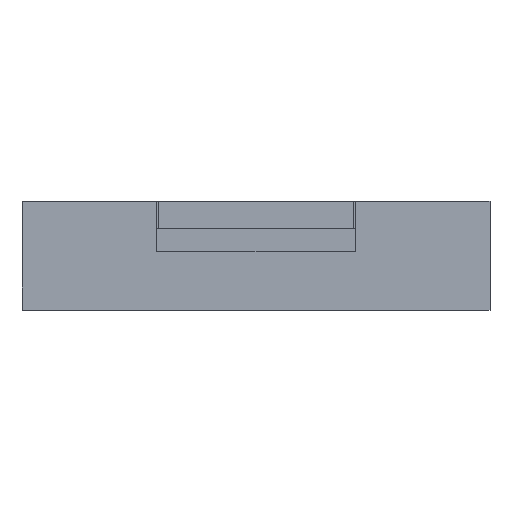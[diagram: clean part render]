
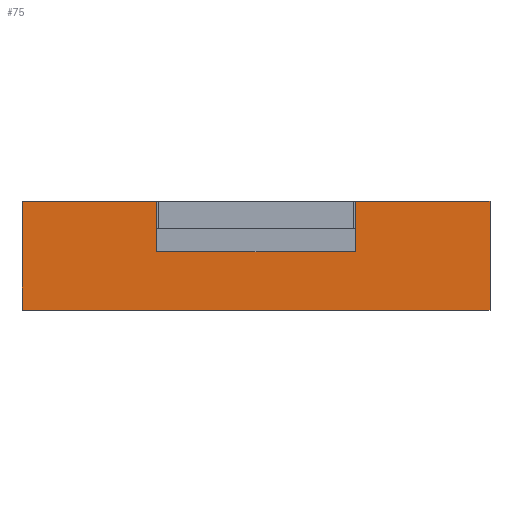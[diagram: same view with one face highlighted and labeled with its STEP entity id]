
A CAD part, top view. The second image highlights one B-rep face of the part: STEP entity #75.
In plain terms, the highlighted planar face has unit normal (0, 0, 1).
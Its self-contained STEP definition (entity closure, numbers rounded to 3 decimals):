
#75=ADVANCED_FACE('',(#235),#236,.T.);
#235=FACE_OUTER_BOUND('',#494,.T.);
#236=PLANE('',#495);
#494=EDGE_LOOP('',(#944,#945,#946,#947,#948,#949,#950,#951));
#495=AXIS2_PLACEMENT_3D('',#952,#953,#954);
#944=ORIENTED_EDGE('',*,*,#1891,.F.);
#945=ORIENTED_EDGE('',*,*,#1910,.F.);
#946=ORIENTED_EDGE('',*,*,#1808,.T.);
#947=ORIENTED_EDGE('',*,*,#1911,.T.);
#948=ORIENTED_EDGE('',*,*,#1885,.F.);
#949=ORIENTED_EDGE('',*,*,#1904,.T.);
#950=ORIENTED_EDGE('',*,*,#1909,.F.);
#951=ORIENTED_EDGE('',*,*,#1907,.T.);
#952=CARTESIAN_POINT('',(-4.3,-1.0,0.0));
#953=DIRECTION('',(0.0,0.0,1.0));
#954=DIRECTION('',(1.0,0.0,0.0));
#1808=EDGE_CURVE('',#2176,#2174,#2177,.T.);
#1885=EDGE_CURVE('',#2311,#2312,#2313,.T.);
#1891=EDGE_CURVE('',#2322,#2324,#2325,.T.);
#1904=EDGE_CURVE('',#2311,#2342,#2344,.T.);
#1907=EDGE_CURVE('',#2347,#2324,#2348,.T.);
#1909=EDGE_CURVE('',#2347,#2342,#2350,.T.);
#1910=EDGE_CURVE('',#2176,#2322,#2351,.T.);
#1911=EDGE_CURVE('',#2174,#2312,#2352,.T.);
#2174=VERTEX_POINT('',#2774);
#2176=VERTEX_POINT('',#2777);
#2177=LINE('',#2778,#2779);
#2311=VERTEX_POINT('',#2985);
#2312=VERTEX_POINT('',#2986);
#2313=LINE('',#2987,#2988);
#2322=VERTEX_POINT('',#3001);
#2324=VERTEX_POINT('',#3004);
#2325=LINE('',#3005,#3006);
#2342=VERTEX_POINT('',#3034);
#2344=LINE('',#3037,#3038);
#2347=VERTEX_POINT('',#3043);
#2348=LINE('',#3044,#3045);
#2350=LINE('',#3048,#3049);
#2351=LINE('',#3050,#3051);
#2352=LINE('',#3052,#3053);
#2774=CARTESIAN_POINT('',(4.3,-1.0,0.0));
#2777=CARTESIAN_POINT('',(-4.3,-1.0,0.0));
#2778=CARTESIAN_POINT('',(-4.3,-1.0,0.0));
#2779=VECTOR('',#3660,8.6);
#2985=CARTESIAN_POINT('',(1.825,1.0,0.0));
#2986=CARTESIAN_POINT('',(4.3,1.0,0.0));
#2987=CARTESIAN_POINT('',(1.825,1.0,0.0));
#2988=VECTOR('',#3745,2.475);
#3001=CARTESIAN_POINT('',(-4.3,1.0,0.0));
#3004=CARTESIAN_POINT('',(-1.825,1.0,0.0));
#3005=CARTESIAN_POINT('',(-4.3,1.0,0.0));
#3006=VECTOR('',#3751,2.475);
#3034=CARTESIAN_POINT('',(1.825,0.07,0.0));
#3037=CARTESIAN_POINT('',(1.825,1.0,0.0));
#3038=VECTOR('',#3764,0.93);
#3043=CARTESIAN_POINT('',(-1.825,0.07,0.0));
#3044=CARTESIAN_POINT('',(-1.825,0.07,0.0));
#3045=VECTOR('',#3767,0.93);
#3048=CARTESIAN_POINT('',(-1.825,0.07,0.0));
#3049=VECTOR('',#3769,3.65);
#3050=CARTESIAN_POINT('',(-4.3,-1.0,0.0));
#3051=VECTOR('',#3770,2.0);
#3052=CARTESIAN_POINT('',(4.3,-1.0,0.0));
#3053=VECTOR('',#3771,2.0);
#3660=DIRECTION('',(1.0,0.0,0.0));
#3745=DIRECTION('',(1.0,0.0,0.0));
#3751=DIRECTION('',(1.0,0.0,0.0));
#3764=DIRECTION('',(0.0,-1.0,0.0));
#3767=DIRECTION('',(0.0,1.0,0.0));
#3769=DIRECTION('',(1.0,0.0,0.0));
#3770=DIRECTION('',(0.0,1.0,0.0));
#3771=DIRECTION('',(0.0,1.0,0.0));
